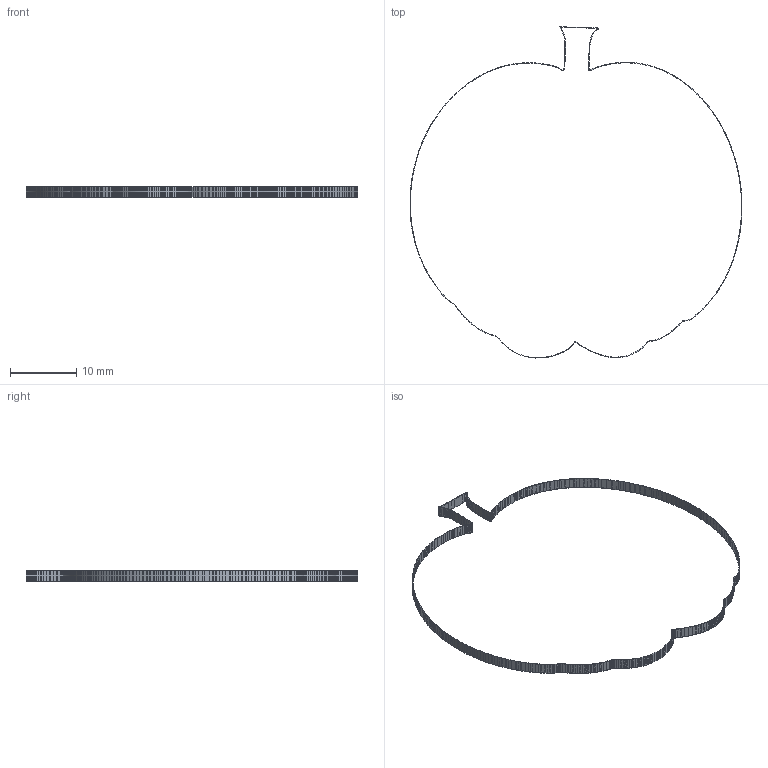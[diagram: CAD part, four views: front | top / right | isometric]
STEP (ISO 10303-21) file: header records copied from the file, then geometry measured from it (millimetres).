
FILE_DESCRIPTION(('KiCad electronic assembly'),'2;1');
FILE_NAME('pumpkin_jasmine.step','2021-09-20T16:45:36',('An Author'),( 'A Company'),'Open CASCADE STEP processor 7.5', 'KiCad to STEP converter','Unknown');
FILE_SCHEMA(('AUTOMOTIVE_DESIGN { 1 0 10303 214 1 1 1 1 }'));
Length unit declared in the file: millimetre
Products named in the file (2): Open CASCADE STEP translator 7.5 1; COMPOUND
Assembly tree (1 placements, depth 2):
  Open CASCADE STEP translator 7.5 1
    COMPOUND
Bounding box: 50 x 50 x 1.6 mm (x, y, z)
Volume: 20.8 mm3; surface area: 569.4 mm2
Topology: 1 solids, 1 shells, 778 faces, 2328 edges, 1552 vertices
Faces by surface type: plane 778
Entity records: 55943 total; most frequent: CARTESIAN_POINT 9316, DIRECTION 8544, LINE 6984, VECTOR 6984, ORIENTED_EDGE 4656, PCURVE 4656, DEFINITIONAL_REPRESENTATION 4656, EDGE_CURVE 2328
